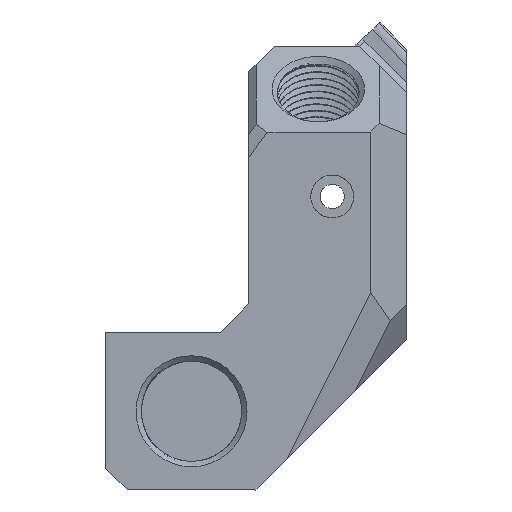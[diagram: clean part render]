
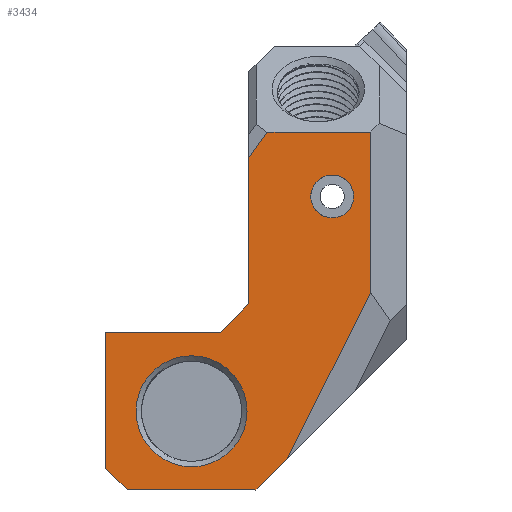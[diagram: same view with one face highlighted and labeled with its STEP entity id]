
A CAD part, left-side view. The second image highlights one B-rep face of the part: STEP entity #3434.
In plain terms, the highlighted planar face has unit normal (-1, 0, 0).
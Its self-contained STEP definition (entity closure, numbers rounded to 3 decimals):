
#28=FACE_BOUND('',#663,.T.);
#29=FACE_BOUND('',#664,.T.);
#92=CIRCLE('',#3534,3.);
#122=CIRCLE('',#3661,7.755);
#490=FACE_OUTER_BOUND('',#662,.T.);
#662=EDGE_LOOP('',(#3052,#3053,#3054,#3055,#3056,#3057,#3058,#3059,#3060,
#3061,#3062));
#663=EDGE_LOOP('',(#3063));
#664=EDGE_LOOP('',(#3064));
#827=LINE('',#17242,#1116);
#832=LINE('',#17251,#1121);
#836=LINE('',#17260,#1125);
#839=LINE('',#17264,#1128);
#849=LINE('',#17285,#1138);
#865=LINE('',#17318,#1154);
#870=LINE('',#17327,#1159);
#910=LINE('',#17436,#1199);
#950=LINE('',#18681,#1239);
#951=LINE('',#18682,#1240);
#952=LINE('',#18683,#1241);
#1116=VECTOR('',#4103,10.);
#1121=VECTOR('',#4110,10.);
#1125=VECTOR('',#4116,10.);
#1128=VECTOR('',#4121,10.);
#1138=VECTOR('',#4137,10.);
#1154=VECTOR('',#4163,10.);
#1159=VECTOR('',#4170,10.);
#1199=VECTOR('',#4276,10.);
#1239=VECTOR('',#4416,10.);
#1240=VECTOR('',#4417,10.);
#1241=VECTOR('',#4418,10.);
#1395=VERTEX_POINT('',#13685);
#1509=VERTEX_POINT('',#17239);
#1510=VERTEX_POINT('',#17241);
#1513=VERTEX_POINT('',#17249);
#1516=VERTEX_POINT('',#17257);
#1517=VERTEX_POINT('',#17259);
#1521=VERTEX_POINT('',#17275);
#1525=VERTEX_POINT('',#17283);
#1537=VERTEX_POINT('',#17316);
#1576=VERTEX_POINT('',#17435);
#1587=VERTEX_POINT('',#17488);
#1614=VERTEX_POINT('',#18679);
#1615=VERTEX_POINT('',#18680);
#1791=EDGE_CURVE('',#1395,#1395,#92,.T.);
#1950=EDGE_CURVE('',#1509,#1510,#827,.T.);
#1955=EDGE_CURVE('',#1509,#1513,#832,.T.);
#1959=EDGE_CURVE('',#1516,#1517,#836,.T.);
#1962=EDGE_CURVE('',#1517,#1513,#839,.T.);
#1972=EDGE_CURVE('',#1525,#1521,#849,.T.);
#1988=EDGE_CURVE('',#1537,#1516,#865,.T.);
#1993=EDGE_CURVE('',#1521,#1537,#870,.T.);
#2047=EDGE_CURVE('',#1510,#1576,#910,.T.);
#2071=EDGE_CURVE('',#1587,#1587,#122,.T.);
#2119=EDGE_CURVE('',#1614,#1615,#950,.T.);
#2120=EDGE_CURVE('',#1576,#1614,#951,.T.);
#2121=EDGE_CURVE('',#1615,#1525,#952,.T.);
#3052=ORIENTED_EDGE('',*,*,#2119,.F.);
#3053=ORIENTED_EDGE('',*,*,#2120,.F.);
#3054=ORIENTED_EDGE('',*,*,#2047,.F.);
#3055=ORIENTED_EDGE('',*,*,#1950,.F.);
#3056=ORIENTED_EDGE('',*,*,#1955,.T.);
#3057=ORIENTED_EDGE('',*,*,#1962,.F.);
#3058=ORIENTED_EDGE('',*,*,#1959,.F.);
#3059=ORIENTED_EDGE('',*,*,#1988,.F.);
#3060=ORIENTED_EDGE('',*,*,#1993,.F.);
#3061=ORIENTED_EDGE('',*,*,#1972,.F.);
#3062=ORIENTED_EDGE('',*,*,#2121,.F.);
#3063=ORIENTED_EDGE('',*,*,#1791,.T.);
#3064=ORIENTED_EDGE('',*,*,#2071,.F.);
#3272=PLANE('',#3689);
#3434=ADVANCED_FACE('',(#490,#28,#29),#3272,.T.);
#3534=AXIS2_PLACEMENT_3D('',#13686,#3887,#3888);
#3661=AXIS2_PLACEMENT_3D('',#17490,#4330,#4331);
#3689=AXIS2_PLACEMENT_3D('',#18678,#4414,#4415);
#3887=DIRECTION('center_axis',(1.,0.,0.));
#3888=DIRECTION('ref_axis',(0.,0.,1.));
#4103=DIRECTION('',(0.,-1.,0.));
#4110=DIRECTION('',(0.,0.,-1.));
#4116=DIRECTION('',(0.,1.,0.));
#4121=DIRECTION('',(0.,0.707,0.707));
#4137=DIRECTION('',(0.,0.,-1.));
#4163=DIRECTION('',(0.,0.707,-0.707));
#4170=DIRECTION('',(0.,0.447,-0.894));
#4276=DIRECTION('',(0.,-0.707,0.707));
#4330=DIRECTION('center_axis',(-1.,0.,0.));
#4331=DIRECTION('ref_axis',(0.,0.,
1.));
#4414=DIRECTION('center_axis',(-1.,0.,0.));
#4415=DIRECTION('ref_axis',(0.,1.,0.));
#4416=DIRECTION('',(0.,-0.577,0.816));
#4417=DIRECTION('',(0.,0.,1.));
#4418=DIRECTION('',(0.,-1.,0.));
#13685=CARTESIAN_POINT('',(43.286,144.252,-13.6));
#13686=CARTESIAN_POINT('Origin',(43.286,144.252,-10.6));
#17239=CARTESIAN_POINT('',(43.286,175.902,-29.6));
#17241=CARTESIAN_POINT('',(43.286,159.902,-29.6));
#17242=CARTESIAN_POINT('',(43.286,144.402,-29.6));
#17249=CARTESIAN_POINT('',(43.286,175.902,-48.6));
#17251=CARTESIAN_POINT('',(43.286,175.902,-29.6));
#17257=CARTESIAN_POINT('',(43.286,154.902,-51.6));
#17259=CARTESIAN_POINT('',(43.286,172.902,-51.6));
#17260=CARTESIAN_POINT('',(43.286,144.402,-51.6));
#17264=CARTESIAN_POINT('',(43.286,177.902,-46.6));
#17275=CARTESIAN_POINT('',(43.286,138.902,-23.993));
#17283=CARTESIAN_POINT('',(43.286,138.902,-1.6));
#17285=CARTESIAN_POINT('',(43.286,138.902,4.4));
#17316=CARTESIAN_POINT('',(43.286,150.51,-47.207));
#17318=CARTESIAN_POINT('',(43.286,130.402,-27.1));
#17327=CARTESIAN_POINT('',(43.286,132.408,-11.004));
#17435=CARTESIAN_POINT('',(43.286,155.902,-25.6));
#17436=CARTESIAN_POINT('',(43.286,143.902,-13.6));
#17488=CARTESIAN_POINT('',(43.286,163.902,-48.355));
#17490=CARTESIAN_POINT('Origin',(43.286,163.902,-40.6));
#18678=CARTESIAN_POINT('Origin',(43.286,133.902,4.4));
#18679=CARTESIAN_POINT('',(43.286,155.902,-5.18));
#18680=CARTESIAN_POINT('',(43.286,153.372,-1.6));
#18681=CARTESIAN_POINT('',(43.286,148.074,5.892));
#18682=CARTESIAN_POINT('',(43.286,155.902,4.4));
#18683=CARTESIAN_POINT('',(43.286,139.352,-1.6));
